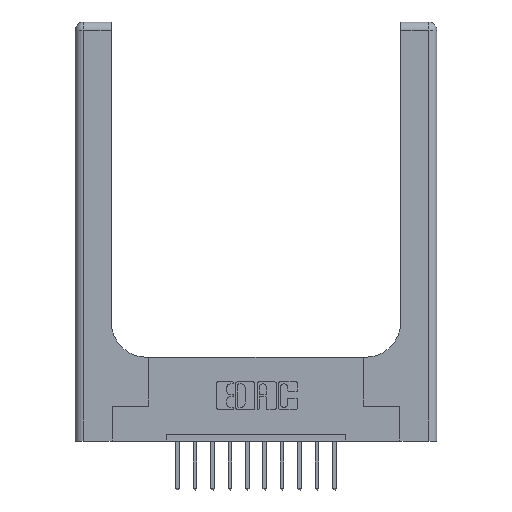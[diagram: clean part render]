
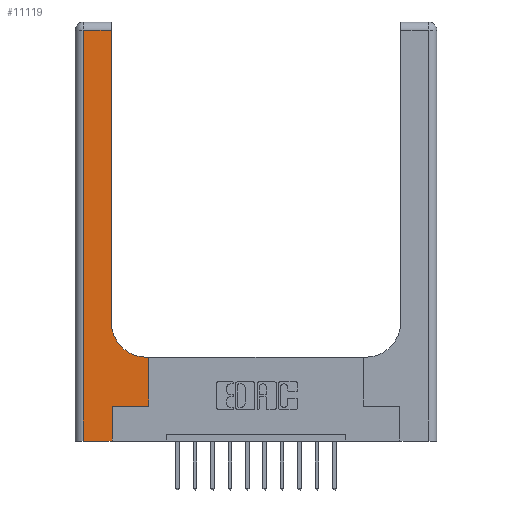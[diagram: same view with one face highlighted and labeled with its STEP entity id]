
A CAD part, top view. The second image highlights one B-rep face of the part: STEP entity #11119.
In plain terms, the highlighted planar face has unit normal (0, 0, 1).
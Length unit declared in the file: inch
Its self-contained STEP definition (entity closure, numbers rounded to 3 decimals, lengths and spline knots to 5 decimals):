
#416 = VERTEX_POINT ( 'NONE', #3446 ) ;
#577 = CARTESIAN_POINT ( 'NONE',  ( 0., 0., 0.37 ) ) ;
#644 = CARTESIAN_POINT ( 'NONE',  ( 0.528, 0.25, 0.37 ) ) ;
#873 = DIRECTION ( 'NONE',  ( 1., 0., 0. ) ) ;
#957 = DIRECTION ( 'NONE',  ( -1., 0., 0. ) ) ;
#1121 = CARTESIAN_POINT ( 'NONE',  ( 0.51, 0.85, 0.37 ) ) ;
#1152 = VECTOR ( 'NONE', #5075, 39.37008 ) ;
#1207 = VERTEX_POINT ( 'NONE', #9161 ) ;
#1498 = VECTOR ( 'NONE', #15110, 39.37008 ) ;
#1554 = LINE ( 'NONE', #6220, #5540 ) ;
#1832 = LINE ( 'NONE', #15459, #13783 ) ;
#1873 = ORIENTED_EDGE ( 'NONE', *, *, #9849, .T. ) ;
#2091 = EDGE_CURVE ( 'NONE', #11952, #12946, #1554, .T. ) ;
#2354 = DIRECTION ( 'NONE',  ( 0., 0., -1. ) ) ;
#2581 = DIRECTION ( 'NONE',  ( 1., 0., 0. ) ) ;
#3074 = CARTESIAN_POINT ( 'NONE',  ( 0.06, 0., 0.37 ) ) ;
#3446 = CARTESIAN_POINT ( 'NONE',  ( 0.06, 2.94, 0.37 ) ) ;
#3806 = CARTESIAN_POINT ( 'NONE',  ( 0.06, 3., 0.37 ) ) ;
#3871 = EDGE_CURVE ( 'NONE', #4496, #416, #13994, .T. ) ;
#3931 = CARTESIAN_POINT ( 'NONE',  ( 0., 3., 0.37 ) ) ;
#4040 = ORIENTED_EDGE ( 'NONE', *, *, #5200, .T. ) ;
#4380 = VERTEX_POINT ( 'NONE', #14762 ) ;
#4496 = VERTEX_POINT ( 'NONE', #13495 ) ;
#4945 = LINE ( 'NONE', #644, #15174 ) ;
#4977 = AXIS2_PLACEMENT_3D ( 'NONE', #1121, #2354, #10839 ) ;
#5075 = DIRECTION ( 'NONE',  ( 0., -1., 0. ) ) ;
#5155 = DIRECTION ( 'NONE',  ( -1., 0., 0. ) ) ;
#5185 = EDGE_CURVE ( 'NONE', #6823, #1207, #15107, .T. ) ;
#5200 = EDGE_CURVE ( 'NONE', #1207, #11952, #1832, .T. ) ;
#5205 = ORIENTED_EDGE ( 'NONE', *, *, #5185, .T. ) ;
#5505 = CARTESIAN_POINT ( 'NONE',  ( 0.265, 0.25, 0.37 ) ) ;
#5540 = VECTOR ( 'NONE', #2581, 39.37008 ) ;
#5859 = CARTESIAN_POINT ( 'NONE',  ( 0.528, 0.6, 0.37 ) ) ;
#5884 = FACE_OUTER_BOUND ( 'NONE', #10034, .T. ) ;
#6106 = CARTESIAN_POINT ( 'NONE',  ( 0.26, 3., 0.37 ) ) ;
#6220 = CARTESIAN_POINT ( 'NONE',  ( 0.265, 0.25, 0.37 ) ) ;
#6643 = ORIENTED_EDGE ( 'NONE', *, *, #2091, .T. ) ;
#6823 = VERTEX_POINT ( 'NONE', #3074 ) ;
#7018 = LINE ( 'NONE', #3806, #1152 ) ;
#7374 = CIRCLE ( 'NONE', #4977, 0.25 ) ;
#8493 = CARTESIAN_POINT ( 'NONE',  ( 0.528, 0.25, 0.37 ) ) ;
#8532 = VECTOR ( 'NONE', #957, 39.37008 ) ;
#8534 = DIRECTION ( 'NONE',  ( 0., 1., 0. ) ) ;
#8741 = VERTEX_POINT ( 'NONE', #5859 ) ;
#9161 = CARTESIAN_POINT ( 'NONE',  ( 0.265, 0., 0.37 ) ) ;
#9385 = ORIENTED_EDGE ( 'NONE', *, *, #10274, .T. ) ;
#9599 = ORIENTED_EDGE ( 'NONE', *, *, #3871, .T. ) ;
#9849 = EDGE_CURVE ( 'NONE', #416, #6823, #7018, .T. ) ;
#10012 = PLANE ( 'NONE',  #10985 ) ;
#10034 = EDGE_LOOP ( 'NONE', ( #10497, #9599, #1873, #5205, #4040, #6643, #9385, #10632, #11224 ) ) ;
#10274 = EDGE_CURVE ( 'NONE', #12946, #8741, #4945, .T. ) ;
#10293 = EDGE_CURVE ( 'NONE', #8741, #4380, #10827, .T. ) ;
#10431 = VECTOR ( 'NONE', #8534, 39.37008 ) ;
#10484 = EDGE_CURVE ( 'NONE', #4380, #12672, #7374, .T. ) ;
#10497 = ORIENTED_EDGE ( 'NONE', *, *, #15229, .T. ) ;
#10632 = ORIENTED_EDGE ( 'NONE', *, *, #10293, .T. ) ;
#10827 = LINE ( 'NONE', #13014, #8532 ) ;
#10839 = DIRECTION ( 'NONE',  ( 1., 0., 0. ) ) ;
#10985 = AXIS2_PLACEMENT_3D ( 'NONE', #3931, #12510, #5155 ) ;
#11119 = ADVANCED_FACE ( 'NONE', ( #5884 ), #10012, .F. ) ;
#11224 = ORIENTED_EDGE ( 'NONE', *, *, #10484, .T. ) ;
#11834 = DIRECTION ( 'NONE',  ( 0., 1., 0. ) ) ;
#11952 = VERTEX_POINT ( 'NONE', #5505 ) ;
#12510 = DIRECTION ( 'NONE',  ( 0., 0., -1. ) ) ;
#12672 = VERTEX_POINT ( 'NONE', #13779 ) ;
#12946 = VERTEX_POINT ( 'NONE', #8493 ) ;
#13014 = CARTESIAN_POINT ( 'NONE',  ( 0.26, 0.6, 0.37 ) ) ;
#13495 = CARTESIAN_POINT ( 'NONE',  ( 0.26, 2.94, 0.37 ) ) ;
#13779 = CARTESIAN_POINT ( 'NONE',  ( 0.26, 0.85, 0.37 ) ) ;
#13783 = VECTOR ( 'NONE', #11834, 39.37008 ) ;
#13839 = LINE ( 'NONE', #6106, #10431 ) ;
#13895 = CARTESIAN_POINT ( 'NONE',  ( 0., 2.94, 0.37 ) ) ;
#13994 = LINE ( 'NONE', #13895, #1498 ) ;
#14331 = VECTOR ( 'NONE', #873, 39.37008 ) ;
#14762 = CARTESIAN_POINT ( 'NONE',  ( 0.51, 0.6, 0.37 ) ) ;
#15107 = LINE ( 'NONE', #577, #14331 ) ;
#15110 = DIRECTION ( 'NONE',  ( -1., 0., 0. ) ) ;
#15174 = VECTOR ( 'NONE', #15423, 39.37008 ) ;
#15229 = EDGE_CURVE ( 'NONE', #12672, #4496, #13839, .T. ) ;
#15423 = DIRECTION ( 'NONE',  ( 0., 1., 0. ) ) ;
#15459 = CARTESIAN_POINT ( 'NONE',  ( 0.265, 0., 0.37 ) ) ;
